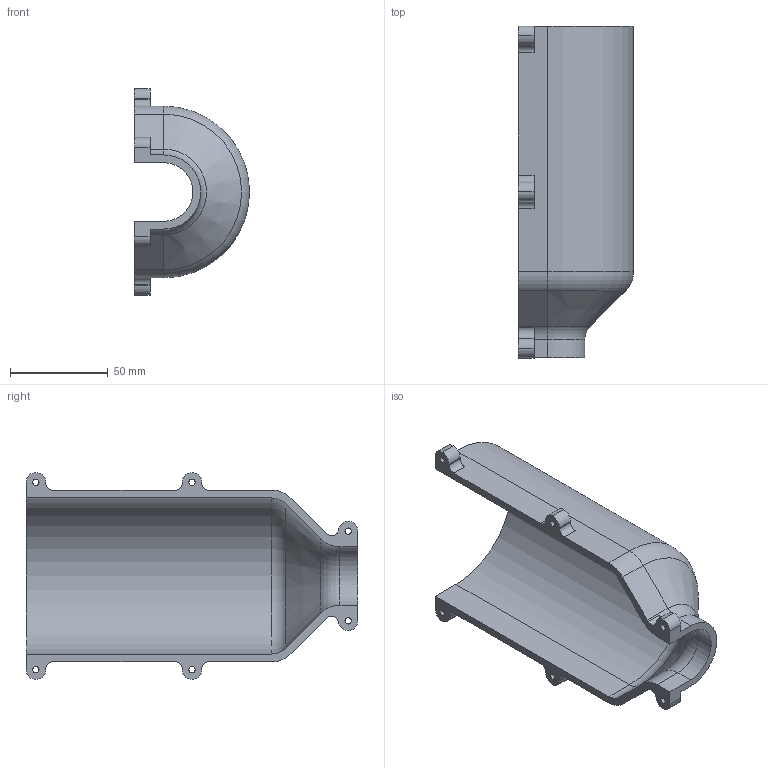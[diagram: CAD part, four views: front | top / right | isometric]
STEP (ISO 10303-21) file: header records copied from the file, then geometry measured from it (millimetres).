
FILE_DESCRIPTION (( 'STEP AP203' ), '1' );
FILE_NAME ('Feed bottle.STEP', '2019-09-18T14:53:33', ( '' ), ( '' ), 'SwSTEP 2.0', 'SolidWorks 2018', '' );
FILE_SCHEMA (( 'CONFIG_CONTROL_DESIGN' ));
Length unit declared in the file: millimetre
Products named in the file (1): Feed bottle
Bounding box: 59 x 170 x 106 mm (x, y, z)
Volume: 109650.3 mm3; surface area: 57666.5 mm2
Topology: 1 solids, 1 shells, 118 faces, 314 edges, 204 vertices
Faces by surface type: plane 70, cylinder 42, torus 4, cone 2
Entity records: 3761 total; most frequent: DIRECTION 642, CARTESIAN_POINT 637, ORIENTED_EDGE 628, EDGE_CURVE 314, VECTOR 224, LINE 224, AXIS2_PLACEMENT_3D 209, VERTEX_POINT 204
